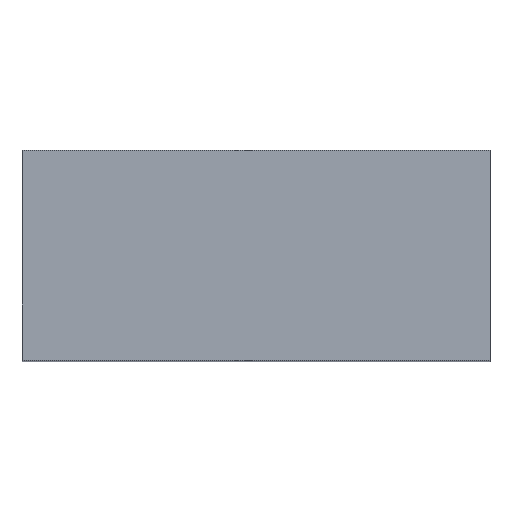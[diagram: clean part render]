
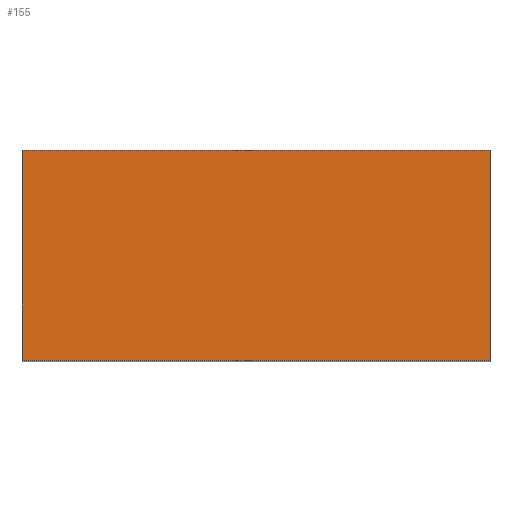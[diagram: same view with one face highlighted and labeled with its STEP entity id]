
A CAD part, top view. The second image highlights one B-rep face of the part: STEP entity #155.
In plain terms, the highlighted planar face has unit normal (0, 0, 1).
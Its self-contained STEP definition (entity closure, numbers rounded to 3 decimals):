
#24=VERTEX_POINT('',#25);
#25=CARTESIAN_POINT('',(-0.68,-0.875,10.));
#29=ORIENTED_EDGE('',*,*,#30,.T.);
#30=EDGE_CURVE('',#24,#31,#33,.T.);
#31=VERTEX_POINT('',#32);
#32=CARTESIAN_POINT('',(3.22,-0.875,10.));
#33=LINE('',#25,#34);
#34=VECTOR('',#35,1.);
#35=DIRECTION('',(1.,0.,0.));
#46=DIRECTION('',(0.,1.,0.));
#54=VERTEX_POINT('',#55);
#55=CARTESIAN_POINT('',(-0.68,0.875,10.));
#57=ORIENTED_EDGE('',*,*,#58,.T.);
#58=EDGE_CURVE('',#54,#24,#59,.T.);
#59=LINE('',#55,#60);
#60=VECTOR('',#61,1.);
#61=DIRECTION('',(0.,-1.,0.));
#72=ORIENTED_EDGE('',*,*,#73,.T.);
#73=EDGE_CURVE('',#31,#74,#76,.T.);
#74=VERTEX_POINT('',#75);
#75=CARTESIAN_POINT('',(3.22,0.875,10.));
#76=LINE('',#32,#77);
#77=VECTOR('',#46,1.);
#88=DIRECTION('',(-1.,0.,0.));
#95=VECTOR('',#88,1.);
#119=DIRECTION('',(-1.,0.,0.));
#154=DIRECTION('',(0.,0.,-1.));
#155=ADVANCED_FACE('',(#156),#161,.F.);
#156=FACE_BOUND('',#157,.T.);
#157=EDGE_LOOP('',(#29,#72,#158,#57));
#158=ORIENTED_EDGE('',*,*,#159,.T.);
#159=EDGE_CURVE('',#74,#54,#160,.T.);
#160=LINE('',#75,#95);
#161=PLANE('',#162);
#162=AXIS2_PLACEMENT_3D('',#25,#154,#119);
